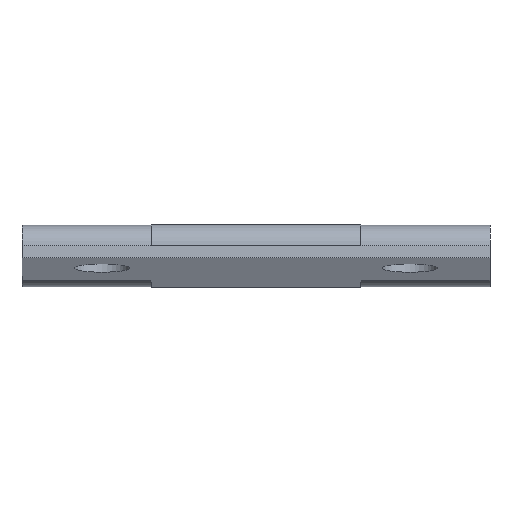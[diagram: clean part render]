
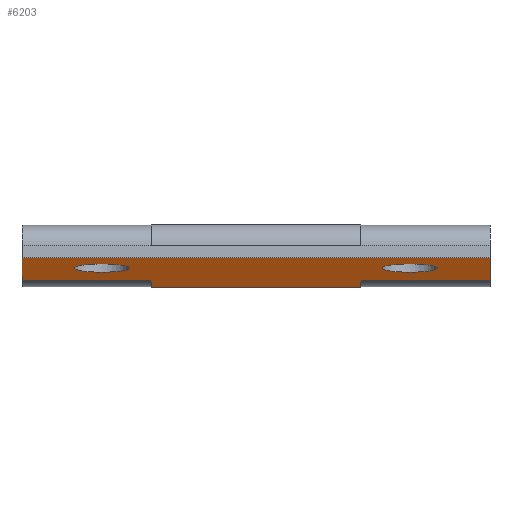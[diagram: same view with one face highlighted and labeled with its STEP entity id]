
A CAD part, front view. The second image highlights one B-rep face of the part: STEP entity #6203.
In plain terms, the highlighted face is planar.
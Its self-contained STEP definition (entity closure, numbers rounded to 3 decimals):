
#79=FACE_BOUND('',#957,.T.);
#80=FACE_BOUND('',#958,.T.);
#117=CIRCLE('',#6353,0.5);
#122=CIRCLE('',#6360,0.5);
#123=CIRCLE('',#6363,2.25);
#124=CIRCLE('',#6365,2.25);
#247=PLANE('',#6378);
#580=FACE_OUTER_BOUND('',#956,.T.);
#956=EDGE_LOOP('',(#5625,#5626,#5627,#5628,#5629,#5630,#5631,#5632,#5633,
#5634));
#957=EDGE_LOOP('',(#5635));
#958=EDGE_LOOP('',(#5636));
#1389=LINE('',#11641,#1828);
#1393=LINE('',#11653,#1832);
#1394=LINE('',#11665,#1833);
#1398=LINE('',#11679,#1837);
#1400=LINE('',#11683,#1839);
#1405=LINE('',#11692,#1844);
#1407=LINE('',#11696,#1846);
#1408=LINE('',#11697,#1847);
#1828=VECTOR('',#7097,3.5);
#1832=VECTOR('',#7109,10.);
#1833=VECTOR('',#7124,3.5);
#1837=VECTOR('',#7136,10.);
#1839=VECTOR('',#7140,12.);
#1844=VECTOR('',#7153,17.);
#1846=VECTOR('',#7157,12.);
#1847=VECTOR('',#7158,38.);
#2873=VERTEX_POINT('',#11623);
#2874=VERTEX_POINT('',#11625);
#2880=VERTEX_POINT('',#11639);
#2882=VERTEX_POINT('',#11645);
#2883=VERTEX_POINT('',#11647);
#2884=VERTEX_POINT('',#11651);
#2885=VERTEX_POINT('',#11655);
#2886=VERTEX_POINT('',#11658);
#2888=VERTEX_POINT('',#11664);
#2894=VERTEX_POINT('',#11678);
#2895=VERTEX_POINT('',#11682);
#2896=VERTEX_POINT('',#11695);
#3780=EDGE_CURVE('',#2873,#2874,#117,.T.);
#3788=EDGE_CURVE('',#2873,#2880,#1389,.T.);
#3791=EDGE_CURVE('',#2882,#2883,#122,.T.);
#3794=EDGE_CURVE('',#2882,#2884,#1393,.T.);
#3795=EDGE_CURVE('',#2885,#2885,#123,.T.);
#3796=EDGE_CURVE('',#2886,#2886,#124,.T.);
#3798=EDGE_CURVE('',#2888,#2883,#1394,.T.);
#3805=EDGE_CURVE('',#2894,#2874,#1398,.T.);
#3807=EDGE_CURVE('',#2895,#2894,#1400,.T.);
#3812=EDGE_CURVE('',#2888,#2880,#1405,.T.);
#3814=EDGE_CURVE('',#2884,#2896,#1407,.T.);
#3815=EDGE_CURVE('',#2896,#2895,#1408,.T.);
#5625=ORIENTED_EDGE('',*,*,#3794,.T.);
#5626=ORIENTED_EDGE('',*,*,#3814,.T.);
#5627=ORIENTED_EDGE('',*,*,#3815,.T.);
#5628=ORIENTED_EDGE('',*,*,#3807,.T.);
#5629=ORIENTED_EDGE('',*,*,#3805,.T.);
#5630=ORIENTED_EDGE('',*,*,#3780,.F.);
#5631=ORIENTED_EDGE('',*,*,#3788,.T.);
#5632=ORIENTED_EDGE('',*,*,#3812,.F.);
#5633=ORIENTED_EDGE('',*,*,#3798,.T.);
#5634=ORIENTED_EDGE('',*,*,#3791,.F.);
#5635=ORIENTED_EDGE('',*,*,#3795,.T.);
#5636=ORIENTED_EDGE('',*,*,#3796,.T.);
#6203=ADVANCED_FACE('',(#580,#79,#80),#247,.F.);
#6353=AXIS2_PLACEMENT_3D('',#11626,#7083,#7084);
#6360=AXIS2_PLACEMENT_3D('',#11648,#7103,#7104);
#6363=AXIS2_PLACEMENT_3D('',#11656,#7112,#7113);
#6365=AXIS2_PLACEMENT_3D('',#11659,#7116,#7117);
#6378=AXIS2_PLACEMENT_3D('',#11694,#7155,#7156);
#7083=DIRECTION('center_axis',(0.,0.,-1.));
#7084=DIRECTION('ref_axis',(-0.707,0.707,0.));
#7097=DIRECTION('',(0.,-1.,0.));
#7103=DIRECTION('center_axis',(0.,0.,-1.));
#7104=DIRECTION('ref_axis',(0.707,0.707,0.));
#7109=DIRECTION('',(-1.,0.,0.));
#7112=DIRECTION('center_axis',(0.,0.,1.));
#7113=DIRECTION('ref_axis',(1.,0.,0.));
#7116=DIRECTION('center_axis',(0.,0.,1.));
#7117=DIRECTION('ref_axis',(1.,0.,0.));
#7124=DIRECTION('',(0.,1.,0.));
#7136=DIRECTION('',(-1.,0.,0.));
#7140=DIRECTION('',(0.,-1.,0.));
#7153=DIRECTION('',(1.,0.,0.));
#7155=DIRECTION('center_axis',(0.,0.,1.));
#7156=DIRECTION('ref_axis',(1.,0.,0.));
#7157=DIRECTION('',(0.,1.,0.));
#7158=DIRECTION('',(1.,0.,0.));
#11623=CARTESIAN_POINT('',(8.5,-3.5,0.));
#11625=CARTESIAN_POINT('',(9.,-3.,0.));
#11626=CARTESIAN_POINT('Origin',(9.,-3.5,0.));
#11639=CARTESIAN_POINT('',(8.5,-7.,0.));
#11641=CARTESIAN_POINT('',(8.5,-4.5,0.));
#11645=CARTESIAN_POINT('',(-9.,-3.,0.));
#11647=CARTESIAN_POINT('',(-8.5,-3.5,0.));
#11648=CARTESIAN_POINT('Origin',(-9.,-3.5,0.));
#11651=CARTESIAN_POINT('',(-19.,-3.,0.));
#11653=CARTESIAN_POINT('',(-9.5,-3.,0.));
#11655=CARTESIAN_POINT('',(10.25,3.5,0.));
#11656=CARTESIAN_POINT('Origin',(12.5,3.5,0.));
#11658=CARTESIAN_POINT('',(-14.75,3.5,0.));
#11659=CARTESIAN_POINT('Origin',(-12.5,3.5,0.));
#11664=CARTESIAN_POINT('',(-8.5,-7.,0.));
#11665=CARTESIAN_POINT('',(-8.5,-1.5,0.));
#11678=CARTESIAN_POINT('',(19.,-3.,0.));
#11679=CARTESIAN_POINT('',(4.25,-3.,0.));
#11682=CARTESIAN_POINT('',(19.,9.,0.));
#11683=CARTESIAN_POINT('',(19.,9.,0.));
#11692=CARTESIAN_POINT('',(-9.5,-7.,0.));
#11694=CARTESIAN_POINT('Origin',(0.,0.,0.));
#11695=CARTESIAN_POINT('',(-19.,9.,0.));
#11696=CARTESIAN_POINT('',(-19.,-9.,0.));
#11697=CARTESIAN_POINT('',(-19.,9.,0.));
